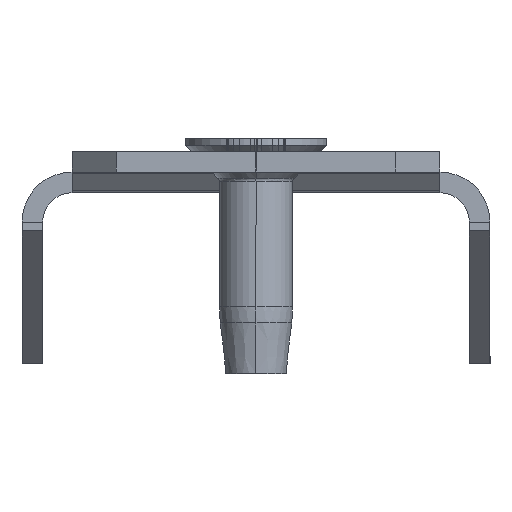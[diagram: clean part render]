
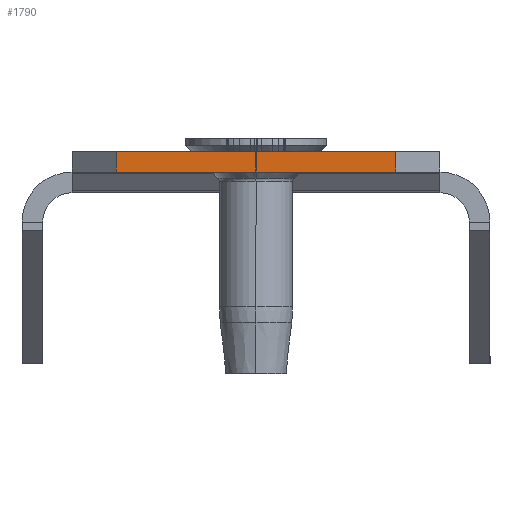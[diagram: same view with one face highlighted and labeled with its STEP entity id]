
A CAD part, left-side view. The second image highlights one B-rep face of the part: STEP entity #1790.
In plain terms, the highlighted planar face has unit normal (-1, 0, 0).
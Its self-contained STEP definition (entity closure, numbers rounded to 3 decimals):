
#484 = EDGE_CURVE ( 'NONE', #6767, #2761, #3641, .T. ) ;
#1257 = VERTEX_POINT ( 'NONE', #7461 ) ;
#1790 = ADVANCED_FACE ( 'NONE', ( #5378 ), #4553, .F. ) ;
#1859 = EDGE_CURVE ( 'NONE', #2761, #3643, #2521, .T. ) ;
#2104 = ORIENTED_EDGE ( 'NONE', *, *, #1859, .T. ) ;
#2203 = CARTESIAN_POINT ( 'NONE',  ( -595., 9.5, 2.8 ) ) ;
#2521 = LINE ( 'NONE', #7135, #7482 ) ;
#2539 = EDGE_LOOP ( 'NONE', ( #7943, #5422, #2104, #3681 ) ) ;
#2702 = LINE ( 'NONE', #5307, #8776 ) ;
#2761 = VERTEX_POINT ( 'NONE', #6805 ) ;
#3010 = AXIS2_PLACEMENT_3D ( 'NONE', #4481, #6969, #6897 ) ;
#3344 = LINE ( 'NONE', #6038, #6195 ) ;
#3641 = LINE ( 'NONE', #2203, #5275 ) ;
#3643 = VERTEX_POINT ( 'NONE', #9038 ) ;
#3681 = ORIENTED_EDGE ( 'NONE', *, *, #6457, .T. ) ;
#4481 = CARTESIAN_POINT ( 'NONE',  ( -595., 12.5, 2.8 ) ) ;
#4553 = PLANE ( 'NONE',  #3010 ) ;
#5275 = VECTOR ( 'NONE', #6144, 1000. ) ;
#5286 = DIRECTION ( 'NONE',  ( 0., 0., 1. ) ) ;
#5307 = CARTESIAN_POINT ( 'NONE',  ( -595., 12.5, 2.8 ) ) ;
#5378 = FACE_OUTER_BOUND ( 'NONE', #2539, .T. ) ;
#5422 = ORIENTED_EDGE ( 'NONE', *, *, #484, .T. ) ;
#6038 = CARTESIAN_POINT ( 'NONE',  ( -595., -9.5, 2.8 ) ) ;
#6132 = DIRECTION ( 'NONE',  ( 0., -1., 0. ) ) ;
#6144 = DIRECTION ( 'NONE',  ( 0., 0., -1. ) ) ;
#6195 = VECTOR ( 'NONE', #5286, 1000. ) ;
#6457 = EDGE_CURVE ( 'NONE', #3643, #1257, #3344, .T. ) ;
#6767 = VERTEX_POINT ( 'NONE', #8954 ) ;
#6805 = CARTESIAN_POINT ( 'NONE',  ( -595., 9.5, 1.4 ) ) ;
#6897 = DIRECTION ( 'NONE',  ( 0., 0., -1. ) ) ;
#6969 = DIRECTION ( 'NONE',  ( 1., 0., 0. ) ) ;
#7135 = CARTESIAN_POINT ( 'NONE',  ( -595., 12.5, 1.4 ) ) ;
#7461 = CARTESIAN_POINT ( 'NONE',  ( -595., -9.5, 2.8 ) ) ;
#7482 = VECTOR ( 'NONE', #10261, 1000. ) ;
#7943 = ORIENTED_EDGE ( 'NONE', *, *, #8415, .F. ) ;
#8415 = EDGE_CURVE ( 'NONE', #6767, #1257, #2702, .T. ) ;
#8776 = VECTOR ( 'NONE', #6132, 1000. ) ;
#8954 = CARTESIAN_POINT ( 'NONE',  ( -595., 9.5, 2.8 ) ) ;
#9038 = CARTESIAN_POINT ( 'NONE',  ( -595., -9.5, 1.4 ) ) ;
#10261 = DIRECTION ( 'NONE',  ( 0., -1., 0. ) ) ;
